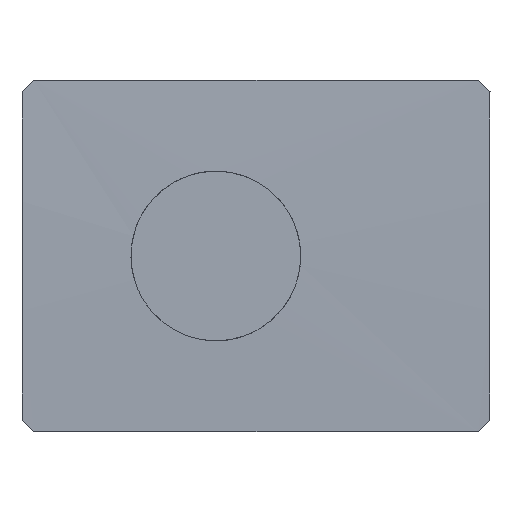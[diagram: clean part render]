
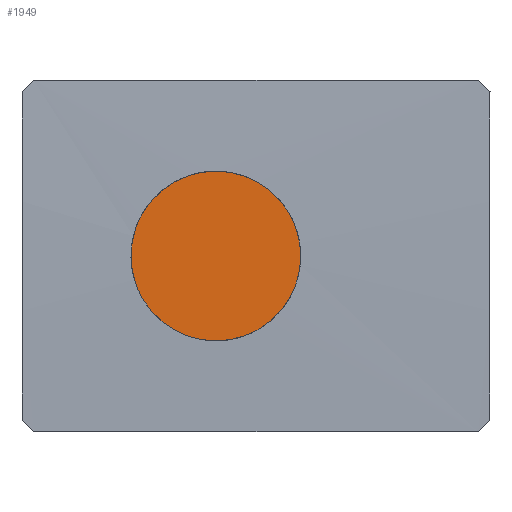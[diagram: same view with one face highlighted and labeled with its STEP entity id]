
A CAD part, left-side view. The second image highlights one B-rep face of the part: STEP entity #1949.
In plain terms, the highlighted planar face has unit normal (-1, 0, 0).
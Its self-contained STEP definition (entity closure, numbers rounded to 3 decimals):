
#14 = EDGE_CURVE ( 'NONE', #565, #2995, #4396, .T. ) ;
#114 = CARTESIAN_POINT ( 'NONE',  ( -74.452, 17.63, 4.455 ) ) ;
#417 = DIRECTION ( 'NONE',  ( -1., 0., 0. ) ) ;
#565 = VERTEX_POINT ( 'NONE', #3512 ) ;
#644 = DIRECTION ( 'NONE',  ( -1., 0., 0. ) ) ;
#959 = CARTESIAN_POINT ( 'NONE',  ( -74.452, 17.63, 4.455 ) ) ;
#986 = FACE_OUTER_BOUND ( 'NONE', #2028, .T. ) ;
#1035 = CARTESIAN_POINT ( 'NONE',  ( -74.452, 17.63, 4.455 ) ) ;
#1394 = ORIENTED_EDGE ( 'NONE', *, *, #14, .T. ) ;
#1548 = DIRECTION ( 'NONE',  ( 0., 0., 1. ) ) ;
#1711 = DIRECTION ( 'NONE',  ( 0., 0., -1. ) ) ;
#1756 = DIRECTION ( 'NONE',  ( 0., 0., -1. ) ) ;
#1825 = AXIS2_PLACEMENT_3D ( 'NONE', #959, #644, #1711 ) ;
#1939 = AXIS2_PLACEMENT_3D ( 'NONE', #1035, #3570, #1756 ) ;
#1949 = ADVANCED_FACE ( 'NONE', ( #986 ), #3743, .T. ) ;
#1974 = CIRCLE ( 'NONE', #1825, 2.15 ) ;
#2028 = EDGE_LOOP ( 'NONE', ( #1394, #3212 ) ) ;
#2068 = CARTESIAN_POINT ( 'NONE',  ( -74.452, 17.63, 6.605 ) ) ;
#2995 = VERTEX_POINT ( 'NONE', #2068 ) ;
#3212 = ORIENTED_EDGE ( 'NONE', *, *, #3967, .T. ) ;
#3512 = CARTESIAN_POINT ( 'NONE',  ( -74.452, 17.63, 2.305 ) ) ;
#3570 = DIRECTION ( 'NONE',  ( -1., 0., 0. ) ) ;
#3743 = PLANE ( 'NONE',  #4251 ) ;
#3967 = EDGE_CURVE ( 'NONE', #2995, #565, #1974, .T. ) ;
#4251 = AXIS2_PLACEMENT_3D ( 'NONE', #114, #417, #1548 ) ;
#4396 = CIRCLE ( 'NONE', #1939, 2.15 ) ;
